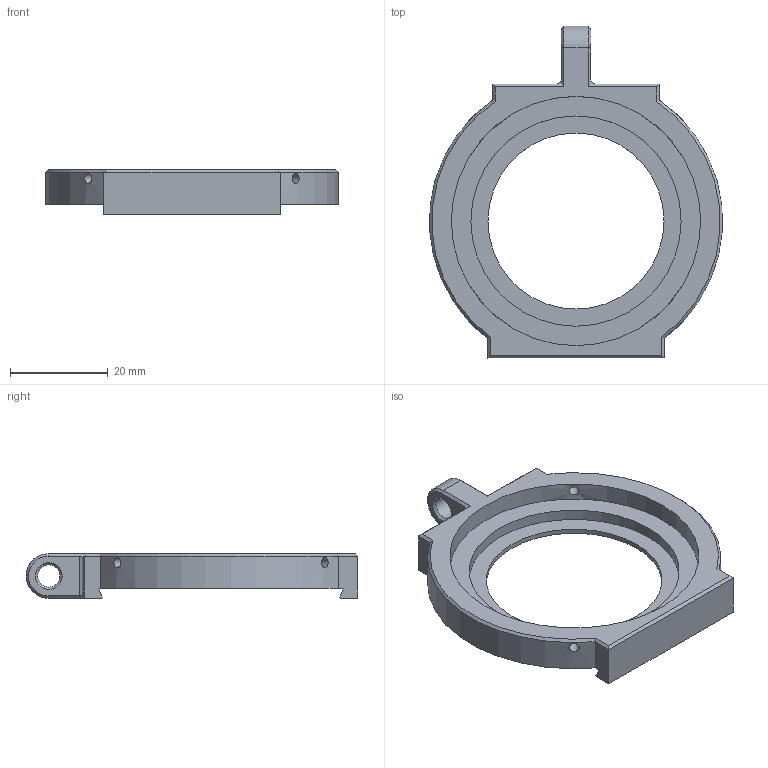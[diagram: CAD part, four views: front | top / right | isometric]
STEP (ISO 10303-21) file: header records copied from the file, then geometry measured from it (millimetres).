
FILE_DESCRIPTION(/* description */ (''),/* implementation_level */ '2;1');
FILE_NAME(/* name */ 'shiftTopPlate_M42_PENF',/* time_stamp */ '2023-09-29T15:58:27-04:00',/* author */ ('George'),/* organization */ ('Archive 663'),/* preprocessor_version */ 'ST-DEVELOPER v16.7',/* originating_system */ 'Solid Edge',/* authorisation */ 'Unknown');
FILE_SCHEMA (('AUTOMOTIVE_DESIGN {1 0 10303 214 3 1 1}'));
Length unit declared in the file: millimetre
Products named in the file (2): shiftAdapter_PENF; shiftTopPlate_M42_PENF
Assembly tree (1 placements, depth 2):
  shiftAdapter_PENF
    shiftTopPlate_M42_PENF
Bounding box: 59.87 x 67.89 x 9.05 mm (x, y, z)
Volume: 8696.8 mm3; surface area: 6750.9 mm2
Topology: 1 solids, 1 shells, 61 faces, 159 edges, 102 vertices
Faces by surface type: plane 39, cylinder 14, cone 8
Full cylindrical faces by diameter (mm): 2 x4, 4.5 x1, 36 x1, 43 x1, 51 x1
Entity records: 1886 total; most frequent: CARTESIAN_POINT 394, DIRECTION 289, ORIENTED_EDGE 286, EDGE_CURVE 143, LINE 99, VECTOR 99, VERTEX_POINT 96, AXIS2_PLACEMENT_3D 95
